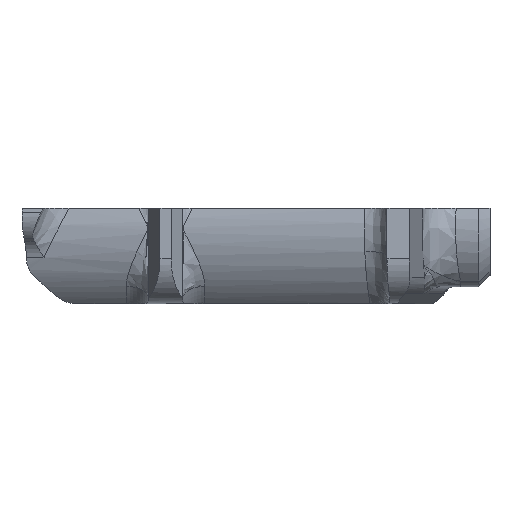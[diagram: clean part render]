
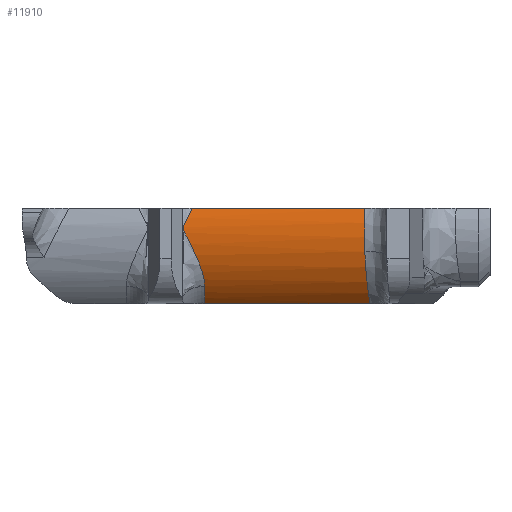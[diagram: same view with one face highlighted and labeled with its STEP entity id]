
A CAD part, left-side view. The second image highlights one B-rep face of the part: STEP entity #11910.
In plain terms, the highlighted cylindrical face has radius 18.19 mm (diameter 36.38 mm), a partial arc.
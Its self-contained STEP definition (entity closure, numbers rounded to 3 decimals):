
#424=CARTESIAN_POINT('',(-5.659,37.224,-0.));
#425=VERTEX_POINT('',#424);
#436=CARTESIAN_POINT('',(-5.659,6.405,0.));
#437=VERTEX_POINT('',#436);
#438=CARTESIAN_POINT('',(-5.659,37.224,0.));
#439=DIRECTION('',(0.,-1.,0.));
#440=VECTOR('',#439,30.819);
#441=LINE('',#438,#440);
#442=EDGE_CURVE('',#425,#437,#441,.T.);
#9137=CARTESIAN_POINT('',(-0.,35.,-17.));
#9138=VERTEX_POINT('',#9137);
#9164=CARTESIAN_POINT('',(-2.721,35.,-13.917));
#9165=VERTEX_POINT('',#9164);
#9166=CARTESIAN_POINT('',(12.191,35.,-3.5));
#9167=DIRECTION('',(0.,1.,0.));
#9168=DIRECTION('',(-1.,0.,0.));
#9169=AXIS2_PLACEMENT_3D('',#9166,#9167,#9168);
#9170=CIRCLE('',#9169,18.19);
#9171=EDGE_CURVE('',#9138,#9165,#9170,.T.);
#9473=CARTESIAN_POINT('',(-5.503,6.383,-7.717));
#9474=VERTEX_POINT('',#9473);
#9482=CARTESIAN_POINT('',(-0.,5.424,-17.));
#9483=VERTEX_POINT('',#9482);
#9484=CARTESIAN_POINT('',(12.191,3.299,-3.5));
#9485=DIRECTION('',(-0.172,-0.985,0.));
#9486=DIRECTION('',(0.985,-0.172,0.));
#9487=AXIS2_PLACEMENT_3D('',#9484,#9485,#9486);
#9488=ELLIPSE('',#9487,18.464,18.19);
#9489=EDGE_CURVE('',#9474,#9483,#9488,.T.);
#11451=CARTESIAN_POINT('',(-2.721,35.,-13.917));
#11452=CARTESIAN_POINT('',(-2.906,35.,-13.652));
#11453=CARTESIAN_POINT('',(-3.084,35.019,-13.382));
#11454=CARTESIAN_POINT('',(-3.253,35.053,-13.11));
#11455=CARTESIAN_POINT('',(-3.422,35.087,-12.838));
#11456=CARTESIAN_POINT('',(-3.584,35.136,-12.563));
#11457=CARTESIAN_POINT('',(-3.737,35.197,-12.285));
#11458=CARTESIAN_POINT('',(-4.044,35.319,-11.729));
#11459=CARTESIAN_POINT('',(-4.32,35.49,-11.158));
#11460=CARTESIAN_POINT('',(-4.561,35.69,-10.587));
#11461=CARTESIAN_POINT('',(-4.803,35.889,-10.017));
#11462=CARTESIAN_POINT('',(-5.011,36.118,-9.444));
#11463=CARTESIAN_POINT('',(-5.189,36.367,-8.867));
#11464=CARTESIAN_POINT('',(-5.367,36.615,-8.29));
#11465=CARTESIAN_POINT('',(-5.515,36.884,-7.708));
#11466=CARTESIAN_POINT('',(-5.635,37.166,-7.121));
#11467=CARTESIAN_POINT('',(-5.694,37.307,-6.828));
#11468=CARTESIAN_POINT('',(-5.747,37.451,-6.532));
#11469=CARTESIAN_POINT('',(-5.792,37.598,-6.237));
#11470=CARTESIAN_POINT('',(-5.837,37.744,-5.942));
#11471=CARTESIAN_POINT('',(-5.874,37.893,-5.646));
#11472=CARTESIAN_POINT('',(-5.904,38.042,-5.351));
#11473=CARTESIAN_POINT('',(-5.935,38.192,-5.055));
#11474=CARTESIAN_POINT('',(-5.958,38.343,-4.759));
#11475=CARTESIAN_POINT('',(-5.973,38.493,-4.462));
#11476=CARTESIAN_POINT('',(-5.981,38.568,-4.314));
#11477=CARTESIAN_POINT('',(-5.987,38.643,-4.165));
#11478=CARTESIAN_POINT('',(-5.991,38.715,-4.015));
#11479=CARTESIAN_POINT('',(-5.994,38.752,-3.94));
#11480=CARTESIAN_POINT('',(-5.995,38.787,-3.865));
#11481=CARTESIAN_POINT('',(-5.996,38.82,-3.79));
#11482=CARTESIAN_POINT('',(-5.997,38.837,-3.752));
#11483=CARTESIAN_POINT('',(-5.998,38.852,-3.714));
#11484=CARTESIAN_POINT('',(-5.998,38.866,-3.675));
#11485=CARTESIAN_POINT('',(-5.998,38.879,-3.636));
#11486=CARTESIAN_POINT('',(-5.999,38.891,-3.596));
#11487=CARTESIAN_POINT('',(-5.999,38.897,-3.556));
#11488=CARTESIAN_POINT('',(-5.999,38.902,-3.516));
#11489=CARTESIAN_POINT('',(-5.999,38.902,-3.476));
#11490=CARTESIAN_POINT('',(-5.999,38.895,-3.436));
#11491=CARTESIAN_POINT('',(-5.999,38.889,-3.396));
#11492=CARTESIAN_POINT('',(-5.998,38.877,-3.356));
#11493=CARTESIAN_POINT('',(-5.998,38.863,-3.318));
#11494=CARTESIAN_POINT('',(-5.997,38.835,-3.24));
#11495=CARTESIAN_POINT('',(-5.996,38.801,-3.165));
#11496=CARTESIAN_POINT('',(-5.994,38.766,-3.091));
#11497=CARTESIAN_POINT('',(-5.991,38.696,-2.941));
#11498=CARTESIAN_POINT('',(-5.986,38.621,-2.793));
#11499=CARTESIAN_POINT('',(-5.979,38.547,-2.645));
#11500=CARTESIAN_POINT('',(-5.965,38.398,-2.349));
#11501=CARTESIAN_POINT('',(-5.944,38.247,-2.054));
#11502=CARTESIAN_POINT('',(-5.915,38.098,-1.759));
#11503=CARTESIAN_POINT('',(-5.887,37.948,-1.464));
#11504=CARTESIAN_POINT('',(-5.851,37.8,-1.169));
#11505=CARTESIAN_POINT('',(-5.809,37.654,-0.876));
#11506=CARTESIAN_POINT('',(-5.766,37.508,-0.583));
#11507=CARTESIAN_POINT('',(-5.716,37.364,-0.291));
#11508=CARTESIAN_POINT('',(-5.659,37.224,-0.));
#11509=B_SPLINE_CURVE_WITH_KNOTS('',3,(#11451,#11452,#11453,#11454,#11455,#11456,#11457,#11458,#11459,#11460,#11461,#11462,#11463,#11464,#11465,#11466,#11467,#11468,#11469,#11470,#11471,#11472,#11473,#11474,#11475,#11476,
#11477,#11478,#11479,#11480,#11481,#11482,#11483,#11484,#11485,#11486,#11487,#11488,#11489,#11490,#11491,#11492,#11493,#11494,#11495,#11496,#11497,#11498,#11499,#11500,#11501,
#11502,#11503,#11504,#11505,#11506,#11507,#11508),.UNSPECIFIED.,.F.,.F.,(4,3,3,3,3,3,3,3,3,3,3,3,3,3,3,3,3,3,3,4),(0.018,0.019,0.02,0.022,0.025,0.027,0.028,0.029,0.03,0.031,0.031,0.032,0.032,0.032,0.032,0.032,0.033,0.034,0.035,0.036),.UNSPECIFIED.);
#11510=EDGE_CURVE('',#9165,#425,#11509,.T.);
#11805=CARTESIAN_POINT('',(-5.659,6.405,-0.));
#11806=CARTESIAN_POINT('',(-5.784,6.42,-0.637));
#11807=CARTESIAN_POINT('',(-5.874,6.422,-1.278));
#11808=CARTESIAN_POINT('',(-5.93,6.423,-1.921));
#11809=CARTESIAN_POINT('',(-5.986,6.423,-2.564));
#11810=CARTESIAN_POINT('',(-6.008,6.423,-3.211));
#11811=CARTESIAN_POINT('',(-5.995,6.423,-3.86));
#11812=CARTESIAN_POINT('',(-5.982,6.423,-4.509));
#11813=CARTESIAN_POINT('',(-5.934,6.424,-5.165));
#11814=CARTESIAN_POINT('',(-5.852,6.42,-5.81));
#11815=CARTESIAN_POINT('',(-5.769,6.417,-6.455));
#11816=CARTESIAN_POINT('',(-5.653,6.409,-7.091));
#11817=CARTESIAN_POINT('',(-5.503,6.383,-7.717));
#11818=B_SPLINE_CURVE_WITH_KNOTS('',3,(#11805,#11806,#11807,#11808,#11809,#11810,#11811,#11812,#11813,#11814,#11815,#11816,#11817),.UNSPECIFIED.,.F.,.F.,(4,3,3,3,4),(0.011,0.013,0.016,0.018,0.021),.UNSPECIFIED.);
#11819=EDGE_CURVE('',#437,#9474,#11818,.T.);
#11892=CARTESIAN_POINT('',(12.191,68.,-3.5));
#11893=DIRECTION('',(0.,-1.,0.));
#11894=DIRECTION('',(0.,0.,-1.));
#11895=AXIS2_PLACEMENT_3D('',#11892,#11893,#11894);
#11896=CYLINDRICAL_SURFACE('',#11895,18.19);
#11897=ORIENTED_EDGE('',*,*,#11510,.F.);
#11898=ORIENTED_EDGE('',*,*,#9171,.F.);
#11899=CARTESIAN_POINT('',(-0.,35.,-17.));
#11900=DIRECTION('',(0.,-1.,0.));
#11901=VECTOR('',#11900,29.576);
#11902=LINE('',#11899,#11901);
#11903=EDGE_CURVE('',#9138,#9483,#11902,.T.);
#11904=ORIENTED_EDGE('',*,*,#11903,.T.);
#11905=ORIENTED_EDGE('',*,*,#9489,.F.);
#11906=ORIENTED_EDGE('',*,*,#11819,.F.);
#11907=ORIENTED_EDGE('',*,*,#442,.F.);
#11908=EDGE_LOOP('',(#11897,#11898,#11904,#11905,#11906,#11907));
#11909=FACE_BOUND('',#11908,.T.);
#11910=ADVANCED_FACE('',(#11909),#11896,.T.);
